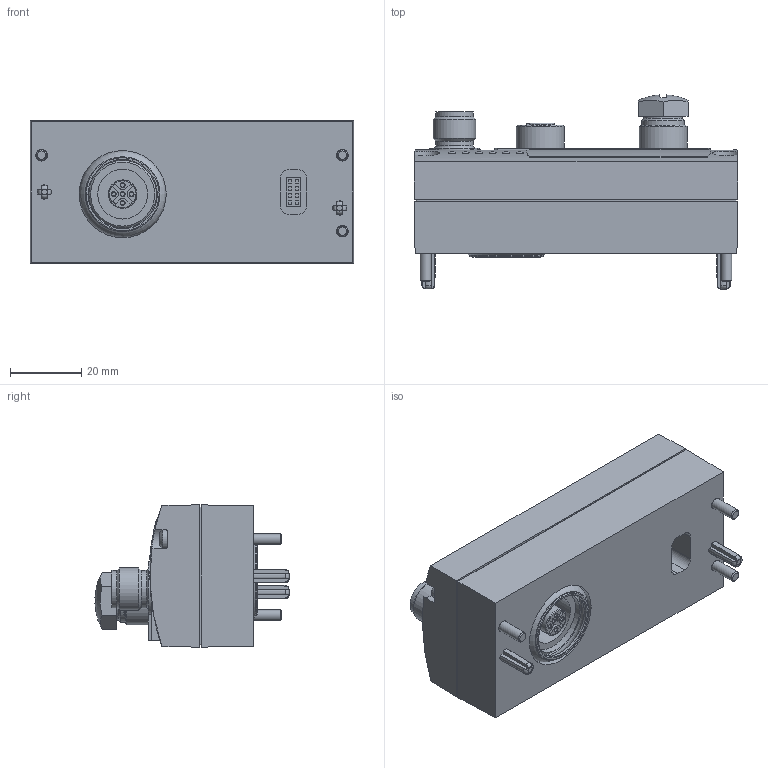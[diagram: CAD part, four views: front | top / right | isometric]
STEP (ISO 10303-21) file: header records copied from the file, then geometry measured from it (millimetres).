
FILE_DESCRIPTION(/* description */ ('STEP AP214'),/* implementation_level */ '2;1');
FILE_NAME(/* name */ '8107589_CTEU-PN-EX1C',/* time_stamp */ '2024-08-09T16:06:12+02:00',/* author */ ('License CC BY-ND 4.0'),/* organization */ ('CADENAS'),/* preprocessor_version */ 'ST-DEVELOPER v19.3',/* originating_system */ 'PARTsolutions',/* authorisation */ ' ');
FILE_SCHEMA (('AUTOMOTIVE_DESIGN {1 0 10303 214 3 1 1}'));
Length unit declared in the file: millimetre
Products named in the file (4): 8107589 CTEU-PN-EX1C; 8107589 CTEU-PN---(B_0); 165592 ISK-M12; 659765 DELTA PT WN5452 3x32
Assembly tree (5 placements, depth 2):
  8107589 CTEU-PN-EX1C
    8107589 CTEU-PN---(B_0)
    165592 ISK-M12
    659765 DELTA PT WN5452 3x32  x3
Bounding box: 91 x 54.55 x 40 mm (x, y, z)
Volume: 102466.4 mm3; surface area: 23227 mm2
Topology: 5 solids, 5 shells, 527 faces, 1273 edges, 836 vertices
Faces by surface type: plane 291, cylinder 157, cone 46, torus 32, sphere 1
Full cylindrical faces by diameter (mm): 1 x5, 1.1 x13, 1.6 x8, 2.3 x3, 3 x3, 3.3 x3, 5.6 x3, 8 x1, 8.3 x1, 8.6 x1, 10.106 x2, 10.3 x1, 10.5 x2, 10.773 x1, 12 x2, 12.2 x2, 13.5 x2, 14 x2, 18 x1, 19 x1, 21 x1, 21.5 x1, 24.5 x1
Entity records: 15799 total; most frequent: CARTESIAN_POINT 2597, DIRECTION 2147, ORIENTED_EDGE 2002, EDGE_CURVE 1001, AXIS2_PLACEMENT_3D 779, VERTEX_POINT 711, EDGE_LOOP 632, FACE_BOUND 632
